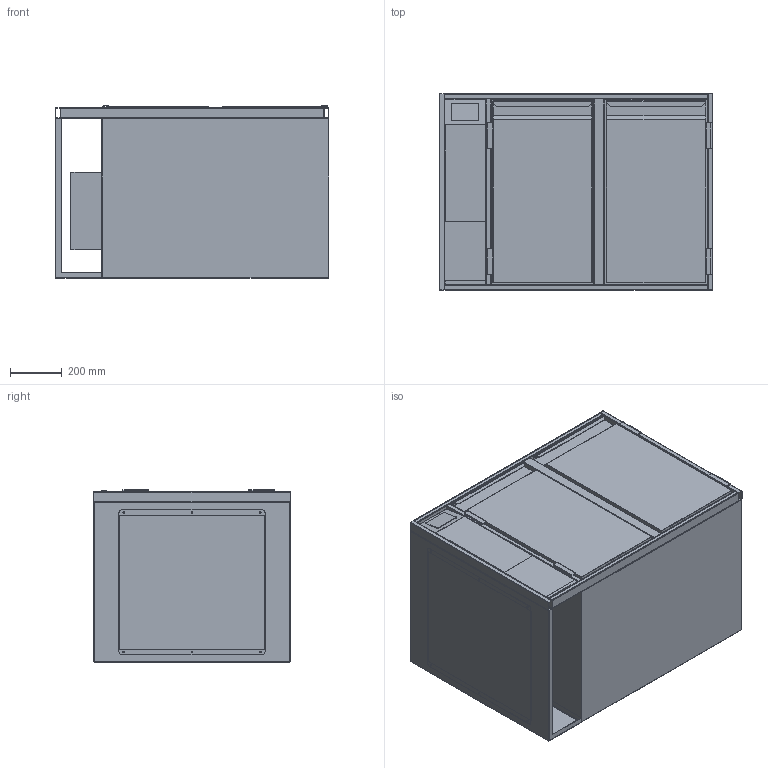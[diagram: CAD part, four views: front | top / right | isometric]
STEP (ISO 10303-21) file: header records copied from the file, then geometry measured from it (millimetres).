
FILE_DESCRIPTION (( 'STEP AP203' ), '1' );
FILE_NAME ('G-KTZ-2-76-L-2T.step', '2024-02-26T13:34:05', ( '' ), ( '' ), 'SwSTEP 2.0', 'SolidWorks 2023', '' );
FILE_SCHEMA (( 'CONFIG_CONTROL_DESIGN' ));
Length unit declared in the file: millimetre
Products named in the file (11): 21-01-47565_G-KT-FRR-760-1060--880B-180; G-KTZ-2-76-L-2T; 20-03-43318_G-KT-Rahmen-Tür-400-760; 20-03-43331_G-KT-Auflage-400-660-mit-Rost; 20-03-43319_G-KT-Einbauelement-Tür-400-660-760-L; 24-02-55012_G-KT-Korpus-880-660-760-L; 20-03-43319_G-KT-Einbauelement-Tür-400-660-760-R; 18-06-35404_TUER-385-705-L; 18-06-35404_TUER-385-705-R; 20-03-43331_G-KT-Auflage-400-660-Ohne-Rost; 24-02-55011_G-KT-Fach-Z-L-180-660-760
Assembly tree (15 placements, depth 3):
  G-KTZ-2-76-L-2T
    24-02-55012_G-KT-Korpus-880-660-760-L
    21-01-47565_G-KT-FRR-760-1060--880B-180
    24-02-55011_G-KT-Fach-Z-L-180-660-760
    20-03-43319_G-KT-Einbauelement-Tür-400-660-760-L
      20-03-43318_G-KT-Rahmen-Tür-400-760
      18-06-35404_TUER-385-705-L
      20-03-43331_G-KT-Auflage-400-660-Ohne-Rost  x2
      20-03-43331_G-KT-Auflage-400-660-mit-Rost
    20-03-43319_G-KT-Einbauelement-Tür-400-660-760-R
      20-03-43318_G-KT-Rahmen-Tür-400-760
      18-06-35404_TUER-385-705-R
      20-03-43331_G-KT-Auflage-400-660-Ohne-Rost  x2
      20-03-43331_G-KT-Auflage-400-660-mit-Rost
Bounding box: 1061 x 760 x 667.5 mm (x, y, z)
Volume: 23616660.7 mm3; surface area: 12457917.5 mm2
Topology: 26 solids, 31 shells, 1680 faces, 4462 edges, 2824 vertices
Faces by surface type: cylinder 1012, plane 572, sphere 34, torus 32, bspline 30
Entity records: 36142 total; most frequent: CARTESIAN_POINT 6811, DIRECTION 6081, ORIENTED_EDGE 5642, EDGE_CURVE 2823, AXIS2_PLACEMENT_3D 2268, VERTEX_POINT 1786, VECTOR 1545, LINE 1545
